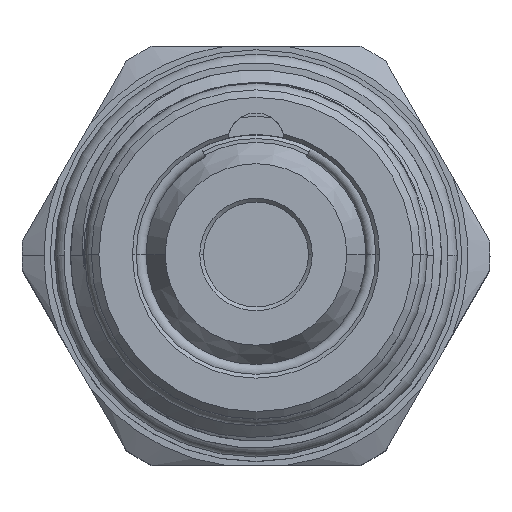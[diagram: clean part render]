
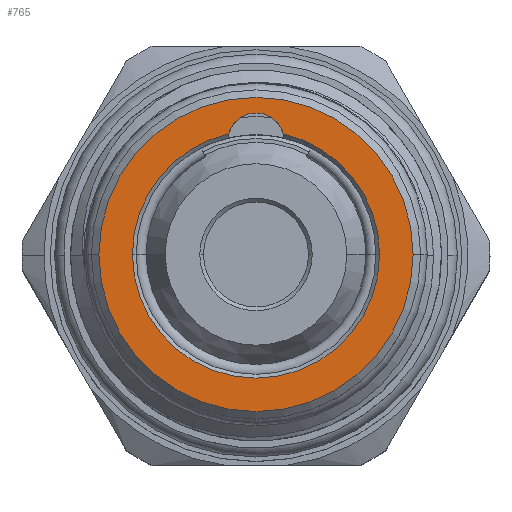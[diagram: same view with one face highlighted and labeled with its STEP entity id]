
A CAD part, top view. The second image highlights one B-rep face of the part: STEP entity #765.
In plain terms, the highlighted planar face has unit normal (0, 0, 1).
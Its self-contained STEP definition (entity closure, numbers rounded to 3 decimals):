
#28 = ORIENTED_EDGE ( 'NONE', *, *, #6170, .F. ) ;
#37 = ORIENTED_EDGE ( 'NONE', *, *, #6173, .T. ) ;
#90 = ORIENTED_EDGE ( 'NONE', *, *, #8568, .T. ) ;
#616 = ORIENTED_EDGE ( 'NONE', *, *, #6216, .T. ) ;
#661 = ORIENTED_EDGE ( 'NONE', *, *, #6297, .T. ) ;
#765 = ADVANCED_FACE ( 'NONE', ( #12506, #12463 ), #7291, .F. ) ;
#1181 = VERTEX_POINT ( 'NONE', #5788 ) ;
#1203 = VERTEX_POINT ( 'NONE', #5763 ) ;
#1262 = VERTEX_POINT ( 'NONE', #5679 ) ;
#1284 = VERTEX_POINT ( 'NONE', #5665 ) ;
#1607 = VERTEX_POINT ( 'NONE', #5555 ) ;
#1824 = EDGE_LOOP ( 'NONE', ( #90, #661, #37, #28 ) ) ;
#1828 = VERTEX_POINT ( 'NONE', #5477 ) ;
#1892 = EDGE_LOOP ( 'NONE', ( #616, #11160 ) ) ;
#2232 = DIRECTION ( 'NONE',  ( -1., 0., 0. ) ) ;
#2233 = DIRECTION ( 'NONE',  ( 0., 0., -1. ) ) ;
#2234 = CARTESIAN_POINT ( 'NONE',  ( 0., 0., 5.95 ) ) ;
#2397 = CARTESIAN_POINT ( 'NONE',  ( 0., 0., 5.95 ) ) ;
#2399 = DIRECTION ( 'NONE',  ( 0., 0., -1. ) ) ;
#2453 = DIRECTION ( 'NONE',  ( -1., 0., 0. ) ) ;
#2995 = CARTESIAN_POINT ( 'NONE',  ( 0., 0., 5.95 ) ) ;
#2997 = DIRECTION ( 'NONE',  ( 1., 0., 0. ) ) ;
#2998 = DIRECTION ( 'NONE',  ( 0., 0., 1. ) ) ;
#3784 = AXIS2_PLACEMENT_3D ( 'NONE', #5161, #5050, #5096 ) ;
#3880 = AXIS2_PLACEMENT_3D ( 'NONE', #7555, #7535, #7343 ) ;
#3898 = AXIS2_PLACEMENT_3D ( 'NONE', #5408, #5407, #5406 ) ;
#3924 = AXIS2_PLACEMENT_3D ( 'NONE', #2234, #2233, #2232 ) ;
#3934 = AXIS2_PLACEMENT_3D ( 'NONE', #5416, #5415, #5414 ) ;
#5050 = DIRECTION ( 'NONE',  ( 0., 0., 1. ) ) ;
#5096 = DIRECTION ( 'NONE',  ( 1., 0., 0. ) ) ;
#5161 = CARTESIAN_POINT ( 'NONE',  ( 0., 0., 5.95 ) ) ;
#5406 = DIRECTION ( 'NONE',  ( -1., 0., 0. ) ) ;
#5407 = DIRECTION ( 'NONE',  ( 0., 0., -1. ) ) ;
#5408 = CARTESIAN_POINT ( 'NONE',  ( 0., 0., 5.95 ) ) ;
#5414 = DIRECTION ( 'NONE',  ( 1., 0., 0. ) ) ;
#5415 = DIRECTION ( 'NONE',  ( 0., 0., 1. ) ) ;
#5416 = CARTESIAN_POINT ( 'NONE',  ( 0., 6., 5.95 ) ) ;
#5477 = CARTESIAN_POINT ( 'NONE',  ( 8.325, 0., 5.95 ) ) ;
#5555 = CARTESIAN_POINT ( 'NONE',  ( -1.449, 6.388, 5.95 ) ) ;
#5665 = CARTESIAN_POINT ( 'NONE',  ( -8.325, 0., 5.95 ) ) ;
#5679 = CARTESIAN_POINT ( 'NONE',  ( -6.55, 0., 5.95 ) ) ;
#5763 = CARTESIAN_POINT ( 'NONE',  ( 6.55, 0., 5.95 ) ) ;
#5788 = CARTESIAN_POINT ( 'NONE',  ( 1.449, 6.388, 5.95 ) ) ;
#6170 = EDGE_CURVE ( 'NONE', #1181, #1607, #12077, .T. ) ;
#6173 = EDGE_CURVE ( 'NONE', #1262, #1607, #12059, .T. ) ;
#6216 = EDGE_CURVE ( 'NONE', #1284, #1828, #11824, .T. ) ;
#6297 = EDGE_CURVE ( 'NONE', #1203, #1262, #12492, .T. ) ;
#7291 = PLANE ( 'NONE',  #3880 ) ;
#7343 = DIRECTION ( 'NONE',  ( -1., 0., 0. ) ) ;
#7535 = DIRECTION ( 'NONE',  ( 0., 0., -1. ) ) ;
#7555 = CARTESIAN_POINT ( 'NONE',  ( 0., 0., 5.95 ) ) ;
#8360 = EDGE_CURVE ( 'NONE', #1828, #1284, #11947, .T. ) ;
#8568 = EDGE_CURVE ( 'NONE', #1181, #1203, #11509, .T. ) ;
#10750 = AXIS2_PLACEMENT_3D ( 'NONE', #2995, #2998, #2997 ) ;
#10805 = AXIS2_PLACEMENT_3D ( 'NONE', #2397, #2399, #2453 ) ;
#11160 = ORIENTED_EDGE ( 'NONE', *, *, #8360, .T. ) ;
#11509 = CIRCLE ( 'NONE', #10805, 6.55 ) ;
#11824 = CIRCLE ( 'NONE', #3784, 8.325 ) ;
#11947 = CIRCLE ( 'NONE', #10750, 8.325 ) ;
#12059 = CIRCLE ( 'NONE', #3898, 6.55 ) ;
#12077 = CIRCLE ( 'NONE', #3934, 1.5 ) ;
#12463 = FACE_OUTER_BOUND ( 'NONE', #1892, .T. ) ;
#12492 = CIRCLE ( 'NONE', #3924, 6.55 ) ;
#12506 = FACE_BOUND ( 'NONE', #1824, .T. ) ;
